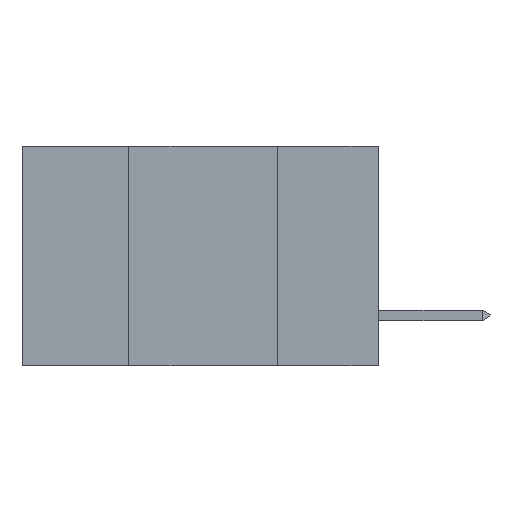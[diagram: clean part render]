
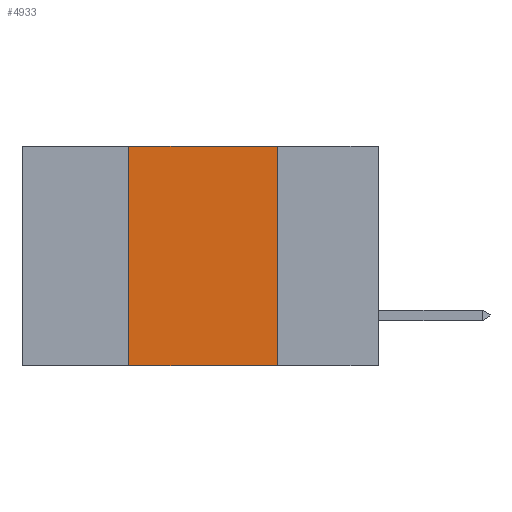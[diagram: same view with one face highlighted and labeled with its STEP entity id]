
A CAD part, left-side view. The second image highlights one B-rep face of the part: STEP entity #4933.
In plain terms, the highlighted planar face has unit normal (-1, 0, 0).
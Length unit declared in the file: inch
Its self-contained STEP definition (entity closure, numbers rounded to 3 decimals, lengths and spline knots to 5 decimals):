
#540 = DIRECTION ( 'NONE',  ( 0., 0., -1. ) ) ;
#719 = VECTOR ( 'NONE', #540, 39.37008 ) ;
#2584 = CARTESIAN_POINT ( 'NONE',  ( 0., 0.6, 0. ) ) ;
#4393 = DIRECTION ( 'NONE',  ( 1., 0., 0. ) ) ;
#4786 = CARTESIAN_POINT ( 'NONE',  ( 0., 0.17, 0. ) ) ;
#4933 = ADVANCED_FACE ( 'NONE', ( #28709 ), #28425, .F. ) ;
#5368 = CARTESIAN_POINT ( 'NONE',  ( 0., 0.17, -0.37 ) ) ;
#5402 = LINE ( 'NONE', #14135, #25890 ) ;
#5852 = EDGE_CURVE ( 'NONE', #25274, #10232, #5402, .T. ) ;
#7528 = DIRECTION ( 'NONE',  ( 0., -1., 0. ) ) ;
#9402 = ORIENTED_EDGE ( 'NONE', *, *, #30406, .F. ) ;
#10232 = VERTEX_POINT ( 'NONE', #5368 ) ;
#10370 = VERTEX_POINT ( 'NONE', #10736 ) ;
#10736 = CARTESIAN_POINT ( 'NONE',  ( 0., 0.42, 0. ) ) ;
#13286 = ORIENTED_EDGE ( 'NONE', *, *, #22090, .F. ) ;
#14135 = CARTESIAN_POINT ( 'NONE',  ( 0., 0.6, -0.37 ) ) ;
#14468 = LINE ( 'NONE', #2584, #24170 ) ;
#14521 = CARTESIAN_POINT ( 'NONE',  ( 0., 0.6, 0. ) ) ;
#16559 = AXIS2_PLACEMENT_3D ( 'NONE', #14521, #4393, #16930 ) ;
#16664 = CARTESIAN_POINT ( 'NONE',  ( 0., 0.17, 0. ) ) ;
#16668 = VERTEX_POINT ( 'NONE', #16664 ) ;
#16930 = DIRECTION ( 'NONE',  ( 0., 0., -1. ) ) ;
#17469 = ORIENTED_EDGE ( 'NONE', *, *, #5852, .T. ) ;
#19850 = CARTESIAN_POINT ( 'NONE',  ( 0., 0.42, 0. ) ) ;
#21483 = CARTESIAN_POINT ( 'NONE',  ( 0., 0.42, -0.37 ) ) ;
#21607 = LINE ( 'NONE', #4786, #719 ) ;
#21895 = DIRECTION ( 'NONE',  ( 0., 0., 1. ) ) ;
#22090 = EDGE_CURVE ( 'NONE', #25274, #10370, #31294, .T. ) ;
#23916 = EDGE_CURVE ( 'NONE', #10370, #16668, #14468, .T. ) ;
#24170 = VECTOR ( 'NONE', #7528, 39.37008 ) ;
#25274 = VERTEX_POINT ( 'NONE', #21483 ) ;
#25890 = VECTOR ( 'NONE', #31498, 39.37008 ) ;
#28425 = PLANE ( 'NONE',  #16559 ) ;
#28619 = ORIENTED_EDGE ( 'NONE', *, *, #23916, .F. ) ;
#28709 = FACE_OUTER_BOUND ( 'NONE', #31139, .T. ) ;
#29351 = VECTOR ( 'NONE', #21895, 39.37008 ) ;
#30406 = EDGE_CURVE ( 'NONE', #16668, #10232, #21607, .T. ) ;
#31139 = EDGE_LOOP ( 'NONE', ( #9402, #28619, #13286, #17469 ) ) ;
#31294 = LINE ( 'NONE', #19850, #29351 ) ;
#31498 = DIRECTION ( 'NONE',  ( 0., -1., 0. ) ) ;
